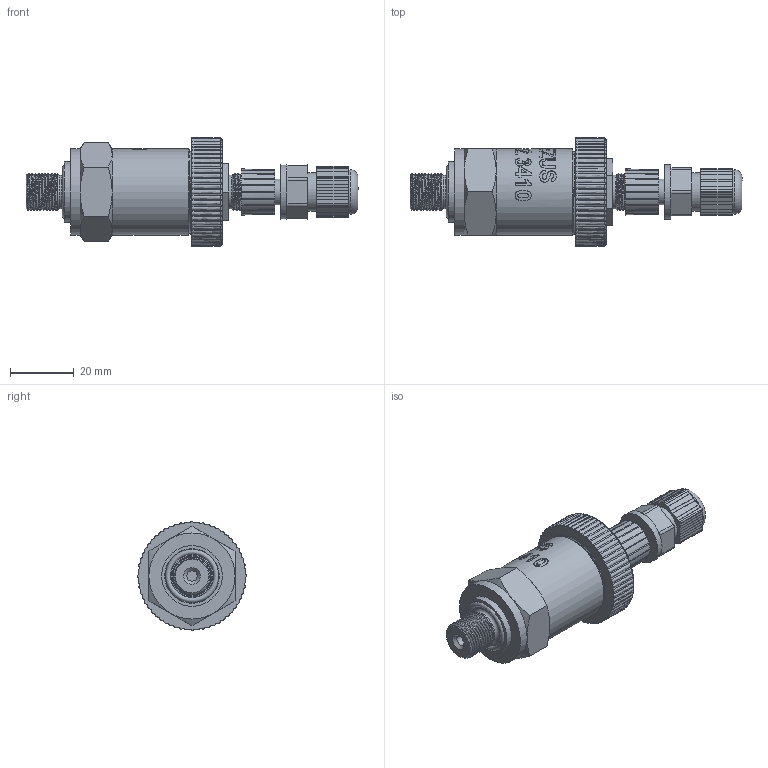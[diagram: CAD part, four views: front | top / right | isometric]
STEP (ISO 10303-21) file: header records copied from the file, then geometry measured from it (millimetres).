
FILE_DESCRIPTION(/* description */ (''),/* implementation_level */ '2;1');
FILE_NAME(/* name */ 'APZ3410_8_M12x1-straight.step',/* time_stamp */ '2021-06-17T12:46:51+03:00',/* author */ (''),/* organization */ (''),/* preprocessor_version */ 'ST-DEVELOPER v18.1',/* originating_system */ 'Autodesk Translation Framework v10.9.0.1377',/* authorisation */ '');
FILE_SCHEMA (('AUTOMOTIVE_DESIGN { 1 0 10303 214 3 1 1 }'));
Products named in the file (6): APZ3410_x_y; OMAL nut M27x1.5 v8; M12x1 male v16; Ш100.000.002 v4; M12x1 female straight v9; M12x1 DIN
Assembly tree (5 placements, depth 2):
  APZ3410_x_y
    OMAL nut M27x1.5 v8
    M12x1 male v16
    Ш100.000.002 v4
    M12x1 female straight v9
    M12x1 DIN
Bounding box: 104.05 x 34 x 34 mm (x, y, z)
Volume: 39931.2 mm3; surface area: 18020.7 mm2
Topology: 17 solids, 17 shells, 927 faces, 2572 edges, 1720 vertices
Faces by surface type: bspline 450, plane 262, cylinder 155, cone 49, torus 11
Full cylindrical faces by diameter (mm): 1 x12, 1.5 x4, 3.3 x1, 7.3 x1, 8 x3, 8.2 x1, 10.293 x1, 10.5 x1, 10.6 x2, 10.741 x15, 11.884 x14, 12 x1, 13.5 x1, 14 x2, 14.137 x4, 14.526 x3, 15.85 x3, 16.203 x3, 16.7 x1, 17 x1, 19 x1, 21.4 x2, 22.3 x1, 24.5 x1, 25.132 x4, 25.526 x4, 26.85 x3, 27 x2, 27.208 x5
Entity records: 52824 total; most frequent: CARTESIAN_POINT 32571, ORIENTED_EDGE 5144, EDGE_CURVE 2572, DIRECTION 2568, VERTEX_POINT 1720, B_SPLINE_CURVE_WITH_KNOTS 1212, EDGE_LOOP 986, LINE 960
